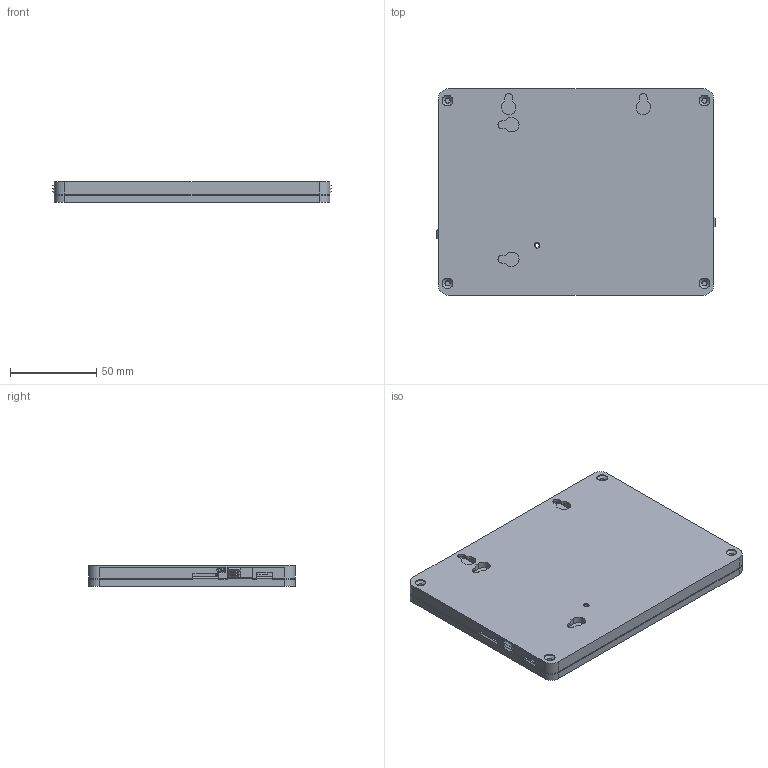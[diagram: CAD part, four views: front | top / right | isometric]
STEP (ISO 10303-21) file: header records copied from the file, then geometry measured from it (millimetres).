
FILE_DESCRIPTION(/* description */ (''),/* implementation_level */ '2;1');
FILE_NAME(/* name */ 'Inkplate6PLUS_Case_V1.1.step',/* time_stamp */ '2021-07-15T08:46:10+02:00',/* author */ (''),/* organization */ (''),/* preprocessor_version */ 'ST-DEVELOPER v18.1',/* originating_system */ 'Autodesk Translation Framework v10.9.0.1377',/* authorisation */ '');
FILE_SCHEMA (('AUTOMOTIVE_DESIGN { 1 0 10303 214 3 1 1 }'));
Length unit declared in the file: millimetre
Products named in the file (3): Inkplate6PLUS_Case_V1.1; Inkplate6PLUS_Case_Top; Inkplate6PLUS_Case_Bottom
Assembly tree (2 placements, depth 2):
  Inkplate6PLUS_Case_V1.1
    Inkplate6PLUS_Case_Top
    Inkplate6PLUS_Case_Bottom
Bounding box: 161.7 x 119.7 x 12 mm (x, y, z)
Volume: 67043 mm3; surface area: 68108.5 mm2
Topology: 2 solids, 2 shells, 373 faces, 946 edges, 591 vertices
Faces by surface type: plane 298, cylinder 40, bspline 18, cone 17
Full cylindrical faces by diameter (mm): 2.4 x1, 3.5 x4, 4.8 x1, 6.2 x4
Entity records: 11216 total; most frequent: CARTESIAN_POINT 2227, ORIENTED_EDGE 1892, DIRECTION 1717, EDGE_CURVE 946, LINE 819, VECTOR 819, VERTEX_POINT 591, AXIS2_PLACEMENT_3D 449
